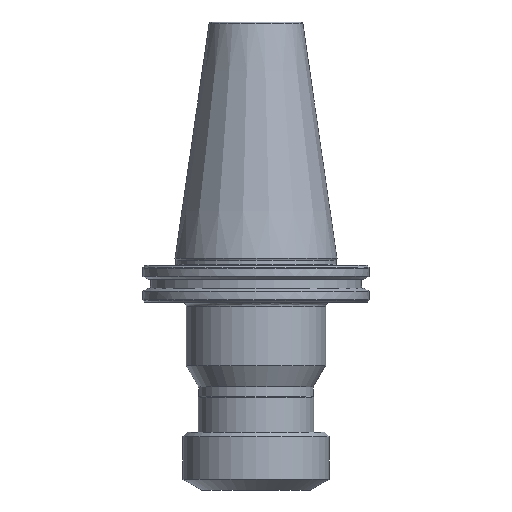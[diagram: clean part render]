
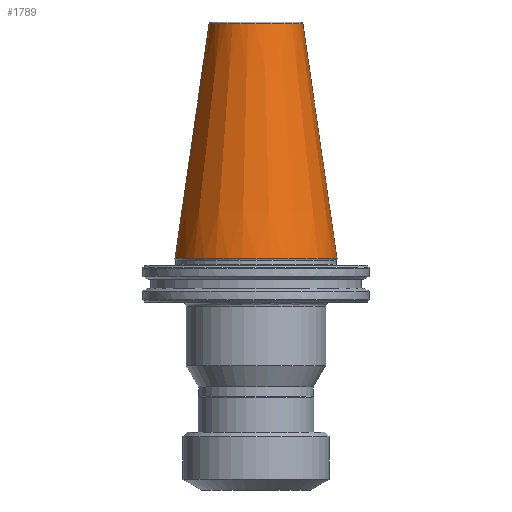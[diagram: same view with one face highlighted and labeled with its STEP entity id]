
A CAD part, front view. The second image highlights one B-rep face of the part: STEP entity #1789.
In plain terms, the highlighted conical face has half-angle 8.297 degrees and reference radius 34.925 mm.
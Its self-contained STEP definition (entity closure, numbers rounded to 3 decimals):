
#84 = CARTESIAN_POINT ( 'NONE',  ( 0., 0., 0. ) ) ;
#129 = CARTESIAN_POINT ( 'NONE',  ( 0., 0., 0. ) ) ;
#262 = CARTESIAN_POINT ( 'NONE',  ( -34.925, 0., 0. ) ) ;
#266 = VECTOR ( 'NONE', #346, 1000. ) ;
#332 = AXIS2_PLACEMENT_3D ( 'NONE', #3039, #1413, #3287 ) ;
#346 = DIRECTION ( 'NONE',  ( -0.144, 0., -0.99 ) ) ;
#400 = DIRECTION ( 'NONE',  ( 0., 0., -1. ) ) ;
#650 = CIRCLE ( 'NONE', #1590, 34.925 ) ;
#662 = EDGE_LOOP ( 'NONE', ( #940, #1456, #1324, #1947 ) ) ;
#738 = CARTESIAN_POINT ( 'NONE',  ( 34.925, 0., 0. ) ) ;
#799 = LINE ( 'NONE', #262, #266 ) ;
#940 = ORIENTED_EDGE ( 'NONE', *, *, #1924, .F. ) ;
#1151 = EDGE_CURVE ( 'NONE', #2916, #1998, #799, .T. ) ;
#1192 = EDGE_CURVE ( 'NONE', #1998, #2042, #650, .T. ) ;
#1231 = CONICAL_SURFACE ( 'NONE', #2907, 34.925, 0.145 ) ;
#1264 = CARTESIAN_POINT ( 'NONE',  ( 34.925, 0., 0. ) ) ;
#1324 = ORIENTED_EDGE ( 'NONE', *, *, #1151, .T. ) ;
#1413 = DIRECTION ( 'NONE',  ( 0., 0., -1. ) ) ;
#1451 = VERTEX_POINT ( 'NONE', #2603 ) ;
#1456 = ORIENTED_EDGE ( 'NONE', *, *, #2926, .T. ) ;
#1552 = DIRECTION ( 'NONE',  ( 0.144, 0., -0.99 ) ) ;
#1571 = DIRECTION ( 'NONE',  ( -1., 0., 0. ) ) ;
#1590 = AXIS2_PLACEMENT_3D ( 'NONE', #129, #1775, #1571 ) ;
#1595 = LINE ( 'NONE', #1264, #2314 ) ;
#1775 = DIRECTION ( 'NONE',  ( 0., 0., 1. ) ) ;
#1789 = ADVANCED_FACE ( 'NONE', ( #1909 ), #1231, .T. ) ;
#1846 = CARTESIAN_POINT ( 'NONE',  ( -34.925, 0., 0. ) ) ;
#1909 = FACE_OUTER_BOUND ( 'NONE', #662, .T. ) ;
#1924 = EDGE_CURVE ( 'NONE', #1451, #2042, #1595, .T. ) ;
#1947 = ORIENTED_EDGE ( 'NONE', *, *, #1192, .T. ) ;
#1998 = VERTEX_POINT ( 'NONE', #1846 ) ;
#2042 = VERTEX_POINT ( 'NONE', #738 ) ;
#2086 = DIRECTION ( 'NONE',  ( -1., 0., 0. ) ) ;
#2314 = VECTOR ( 'NONE', #1552, 1000. ) ;
#2603 = CARTESIAN_POINT ( 'NONE',  ( 20.211, 0., 100.894 ) ) ;
#2766 = CIRCLE ( 'NONE', #332, 20.211 ) ;
#2907 = AXIS2_PLACEMENT_3D ( 'NONE', #84, #400, #2086 ) ;
#2916 = VERTEX_POINT ( 'NONE', #3275 ) ;
#2926 = EDGE_CURVE ( 'NONE', #1451, #2916, #2766, .T. ) ;
#3039 = CARTESIAN_POINT ( 'NONE',  ( 0., 0., 100.894 ) ) ;
#3275 = CARTESIAN_POINT ( 'NONE',  ( -20.211, 0., 100.894 ) ) ;
#3287 = DIRECTION ( 'NONE',  ( -1., 0., 0. ) ) ;
